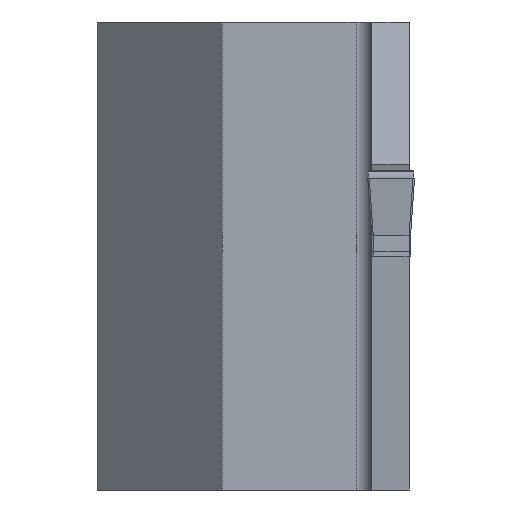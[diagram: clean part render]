
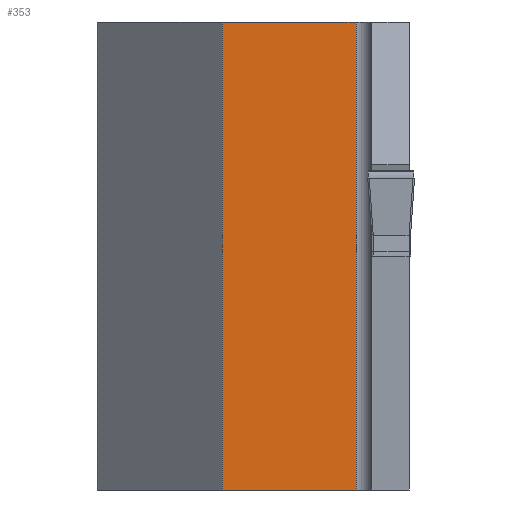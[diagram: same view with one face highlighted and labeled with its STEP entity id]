
A CAD part, left-side view. The second image highlights one B-rep face of the part: STEP entity #353.
In plain terms, the highlighted planar face has unit normal (-1, 0, 0).
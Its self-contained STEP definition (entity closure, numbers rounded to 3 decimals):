
#353=ADVANCED_FACE('',(#423),#392,.F.);
#392=PLANE('',#1047);
#423=FACE_OUTER_BOUND('',#462,.T.);
#462=EDGE_LOOP('',(#546,#547,#548,#549));
#546=ORIENTED_EDGE('',*,*,#808,.F.);
#547=ORIENTED_EDGE('',*,*,#801,.T.);
#548=ORIENTED_EDGE('',*,*,#809,.T.);
#549=ORIENTED_EDGE('',*,*,#806,.F.);
#728=VERTEX_POINT('',#1355);
#729=VERTEX_POINT('',#1357);
#730=VERTEX_POINT('',#1363);
#731=VERTEX_POINT('',#1365);
#801=EDGE_CURVE('',#729,#728,#903,.T.);
#806=EDGE_CURVE('',#730,#731,#908,.T.);
#808=EDGE_CURVE('',#729,#730,#909,.T.);
#809=EDGE_CURVE('',#728,#731,#910,.T.);
#903=LINE('',#1356,#986);
#908=LINE('',#1364,#991);
#909=LINE('',#1368,#992);
#910=LINE('',#1369,#993);
#986=VECTOR('',#1139,1.);
#991=VECTOR('',#1146,1.);
#992=VECTOR('',#1151,1.);
#993=VECTOR('',#1152,1.);
#1047=AXIS2_PLACEMENT_3D('',#1370,#1153,#1154);
#1139=DIRECTION('',(0.,-1.,0.));
#1146=DIRECTION('',(0.,-1.,0.));
#1151=DIRECTION('',(0.,0.,1.));
#1152=DIRECTION('',(0.,0.,1.));
#1153=DIRECTION('',(1.,0.,0.));
#1154=DIRECTION('',(0.,0.,-1.));
#1355=CARTESIAN_POINT('',(21.,3.425,-20.));
#1356=CARTESIAN_POINT('',(21.,20.,-20.));
#1357=CARTESIAN_POINT('',(21.,12.,-20.));
#1363=CARTESIAN_POINT('',(21.,12.,10.));
#1364=CARTESIAN_POINT('',(21.,20.,10.));
#1365=CARTESIAN_POINT('',(21.,3.425,10.));
#1368=CARTESIAN_POINT('',(21.,12.,-20.));
#1369=CARTESIAN_POINT('',(21.,3.425,10.));
#1370=CARTESIAN_POINT('',(21.,20.,-20.));
